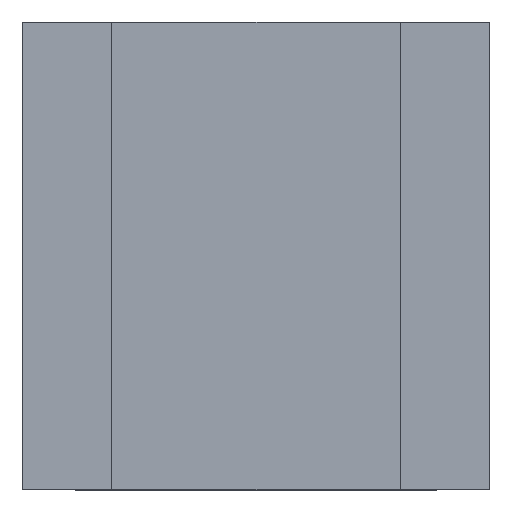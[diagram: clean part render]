
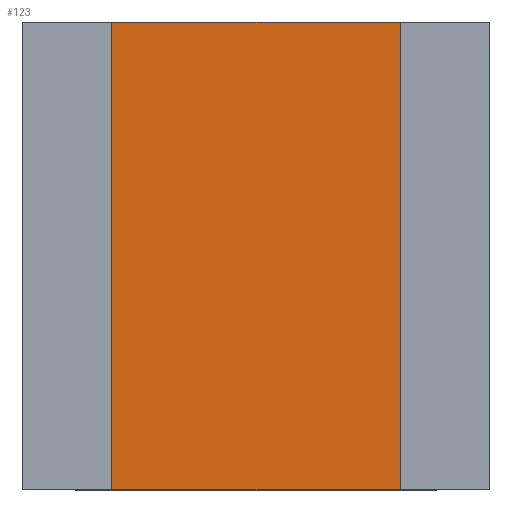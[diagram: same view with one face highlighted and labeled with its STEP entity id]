
A CAD part, top view. The second image highlights one B-rep face of the part: STEP entity #123.
In plain terms, the highlighted planar face has unit normal (0, 0, 1).
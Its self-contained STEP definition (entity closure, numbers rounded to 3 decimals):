
#121=VERTEX_POINT('',#270);
#123=ADVANCED_FACE('',(#272),#273,.T.);
#149=EDGE_CURVE('',#181,#169,#300,.T.);
#151=EDGE_CURVE('',#185,#169,#302,.T.);
#169=VERTEX_POINT('',#320);
#173=EDGE_CURVE('',#121,#185,#325,.T.);
#181=VERTEX_POINT('',#333);
#183=EDGE_CURVE('',#181,#121,#335,.T.);
#185=VERTEX_POINT('',#337);
#270=CARTESIAN_POINT('',(-6.8,11.0,8.0));
#272=FACE_OUTER_BOUND('',#427,.T.);
#273=PLANE('',#428);
#300=LINE('',#464,#465);
#302=LINE('',#468,#469);
#320=CARTESIAN_POINT('',(6.8,-11.0,8.0));
#325=LINE('',#505,#506);
#333=CARTESIAN_POINT('',(6.8,11.0,8.0));
#335=LINE('',#523,#524);
#337=CARTESIAN_POINT('',(-6.8,-11.0,8.0));
#427=EDGE_LOOP('',(#640,#641,#642,#643));
#428=AXIS2_PLACEMENT_3D('',#644,#645,#646);
#464=CARTESIAN_POINT('',(6.8,0.,8.0));
#465=VECTOR('',#659,1.0);
#468=CARTESIAN_POINT('',(6.8,-11.0,8.0));
#469=VECTOR('',#660,1.0);
#505=CARTESIAN_POINT('',(-6.8,0.,8.0));
#506=VECTOR('',#681,1.0);
#523=CARTESIAN_POINT('',(6.8,11.0,8.0));
#524=VECTOR('',#685,1.0);
#640=ORIENTED_EDGE('',*,*,#151,.T.);
#641=ORIENTED_EDGE('',*,*,#149,.F.);
#642=ORIENTED_EDGE('',*,*,#183,.T.);
#643=ORIENTED_EDGE('',*,*,#173,.T.);
#644=CARTESIAN_POINT('',(-6.8,0.,8.0));
#645=DIRECTION('',(0.0,0.,1.0));
#646=DIRECTION('',(0.0,-1.0,0.));
#659=DIRECTION('',(0.0,-1.0,0.));
#660=DIRECTION('',(1.0,0.0,0.0));
#681=DIRECTION('',(0.0,-1.0,0.));
#685=DIRECTION('',(-1.0,0.0,0.0));
